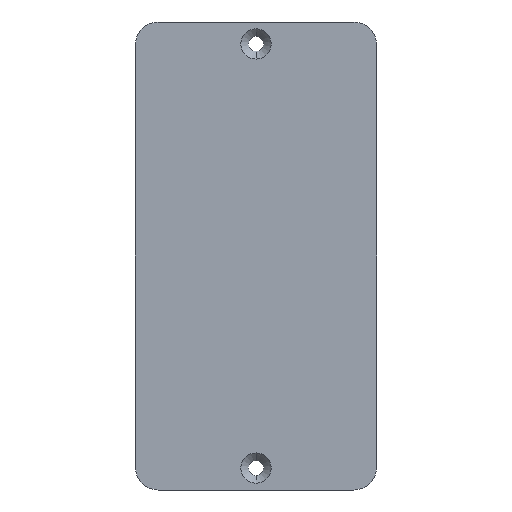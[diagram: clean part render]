
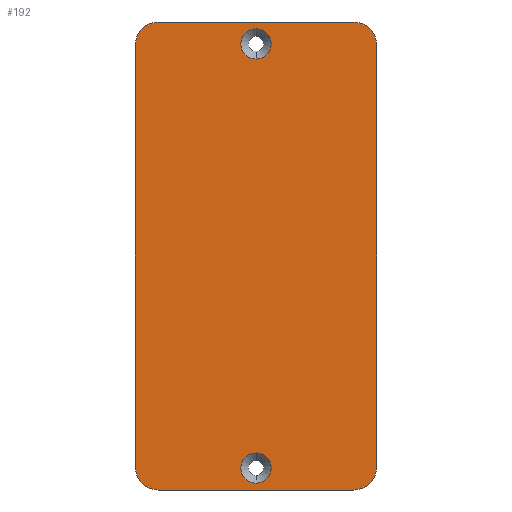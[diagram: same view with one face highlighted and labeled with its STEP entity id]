
A CAD part, front view. The second image highlights one B-rep face of the part: STEP entity #192.
In plain terms, the highlighted planar face has unit normal (0, -1, 0).
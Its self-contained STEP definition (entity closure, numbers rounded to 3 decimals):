
#24 = VERTEX_POINT ( 'NONE', #329 ) ;
#38 = PLANE ( 'NONE',  #583 ) ;
#45 = VECTOR ( 'NONE', #510, 1000. ) ;
#47 = AXIS2_PLACEMENT_3D ( 'NONE', #581, #144, #102 ) ;
#49 = CARTESIAN_POINT ( 'NONE',  ( -25.9, 0., 55.9 ) ) ;
#58 = DIRECTION ( 'NONE',  ( 0., -1., 0. ) ) ;
#65 = EDGE_CURVE ( 'NONE', #146, #672, #695, .T. ) ;
#79 = CIRCLE ( 'NONE', #739, 6. ) ;
#82 = EDGE_CURVE ( 'NONE', #464, #641, #555, .T. ) ;
#85 = LINE ( 'NONE', #803, #285 ) ;
#93 = AXIS2_PLACEMENT_3D ( 'NONE', #327, #180, #632 ) ;
#100 = EDGE_LOOP ( 'NONE', ( #409, #349, #326, #561, #602, #221, #489, #501 ) ) ;
#102 = DIRECTION ( 'NONE',  ( 0., 0., -1. ) ) ;
#107 = VECTOR ( 'NONE', #508, 1000. ) ;
#112 = ORIENTED_EDGE ( 'NONE', *, *, #162, .F. ) ;
#134 = VECTOR ( 'NONE', #842, 1000. ) ;
#143 = CARTESIAN_POINT ( 'NONE',  ( 0., 0., -52.1 ) ) ;
#144 = DIRECTION ( 'NONE',  ( 0., -1., 0. ) ) ;
#146 = VERTEX_POINT ( 'NONE', #802 ) ;
#159 = CARTESIAN_POINT ( 'NONE',  ( 0., 0., 0. ) ) ;
#162 = EDGE_CURVE ( 'NONE', #641, #464, #639, .T. ) ;
#174 = DIRECTION ( 'NONE',  ( 0., 1., 0. ) ) ;
#176 = LINE ( 'NONE', #446, #107 ) ;
#180 = DIRECTION ( 'NONE',  ( 0., -1., 0. ) ) ;
#192 = ADVANCED_FACE ( 'NONE', ( #757, #431, #363 ), #38, .F. ) ;
#194 = CARTESIAN_POINT ( 'NONE',  ( -25.9, 0., 61.9 ) ) ;
#212 = CIRCLE ( 'NONE', #93, 4. ) ;
#217 = VERTEX_POINT ( 'NONE', #623 ) ;
#221 = ORIENTED_EDGE ( 'NONE', *, *, #430, .T. ) ;
#231 = CARTESIAN_POINT ( 'NONE',  ( -31.9, 0., 55.9 ) ) ;
#233 = ORIENTED_EDGE ( 'NONE', *, *, #495, .F. ) ;
#244 = LINE ( 'NONE', #638, #45 ) ;
#262 = DIRECTION ( 'NONE',  ( 0., -1., 0. ) ) ;
#270 = EDGE_CURVE ( 'NONE', #146, #217, #244, .T. ) ;
#280 = CARTESIAN_POINT ( 'NONE',  ( 31.9, 0., -55.9 ) ) ;
#285 = VECTOR ( 'NONE', #350, 1000. ) ;
#287 = EDGE_CURVE ( 'NONE', #428, #585, #328, .T. ) ;
#291 = DIRECTION ( 'NONE',  ( 0., 0., 1. ) ) ;
#292 = ORIENTED_EDGE ( 'NONE', *, *, #82, .F. ) ;
#297 = AXIS2_PLACEMENT_3D ( 'NONE', #742, #427, #684 ) ;
#298 = EDGE_CURVE ( 'NONE', #428, #672, #315, .T. ) ;
#299 = CIRCLE ( 'NONE', #47, 4. ) ;
#304 = DIRECTION ( 'NONE',  ( 0., -1., 0. ) ) ;
#308 = VERTEX_POINT ( 'NONE', #231 ) ;
#315 = LINE ( 'NONE', #574, #134 ) ;
#326 = ORIENTED_EDGE ( 'NONE', *, *, #298, .F. ) ;
#327 = CARTESIAN_POINT ( 'NONE',  ( 0., 0., 56.1 ) ) ;
#328 = CIRCLE ( 'NONE', #521, 6. ) ;
#329 = CARTESIAN_POINT ( 'NONE',  ( -31.9, 0., -55.9 ) ) ;
#339 = CARTESIAN_POINT ( 'NONE',  ( 25.9, 0., -55.9 ) ) ;
#349 = ORIENTED_EDGE ( 'NONE', *, *, #65, .T. ) ;
#350 = DIRECTION ( 'NONE',  ( 0., 0., 1. ) ) ;
#353 = EDGE_CURVE ( 'NONE', #377, #772, #299, .T. ) ;
#363 = FACE_BOUND ( 'NONE', #386, .T. ) ;
#367 = EDGE_CURVE ( 'NONE', #24, #217, #79, .T. ) ;
#368 = DIRECTION ( 'NONE',  ( 0., 0., 1. ) ) ;
#374 = CARTESIAN_POINT ( 'NONE',  ( 31.9, 0., 55.9 ) ) ;
#377 = VERTEX_POINT ( 'NONE', #756 ) ;
#386 = EDGE_LOOP ( 'NONE', ( #751, #233 ) ) ;
#409 = ORIENTED_EDGE ( 'NONE', *, *, #270, .F. ) ;
#427 = DIRECTION ( 'NONE',  ( 0., -1., 0. ) ) ;
#428 = VERTEX_POINT ( 'NONE', #374 ) ;
#430 = EDGE_CURVE ( 'NONE', #831, #308, #713, .T. ) ;
#431 = FACE_OUTER_BOUND ( 'NONE', #100, .T. ) ;
#432 = EDGE_LOOP ( 'NONE', ( #292, #112 ) ) ;
#438 = CARTESIAN_POINT ( 'NONE',  ( 0., 0., 60.1 ) ) ;
#446 = CARTESIAN_POINT ( 'NONE',  ( -31.9, 0., 61.9 ) ) ;
#464 = VERTEX_POINT ( 'NONE', #779 ) ;
#468 = DIRECTION ( 'NONE',  ( 0., -1., 0. ) ) ;
#474 = EDGE_CURVE ( 'NONE', #831, #585, #176, .T. ) ;
#489 = ORIENTED_EDGE ( 'NONE', *, *, #593, .F. ) ;
#495 = EDGE_CURVE ( 'NONE', #772, #377, #212, .T. ) ;
#501 = ORIENTED_EDGE ( 'NONE', *, *, #367, .T. ) ;
#508 = DIRECTION ( 'NONE',  ( 1., 0., 0. ) ) ;
#510 = DIRECTION ( 'NONE',  ( -1., 0., 0. ) ) ;
#519 = AXIS2_PLACEMENT_3D ( 'NONE', #596, #262, #532 ) ;
#521 = AXIS2_PLACEMENT_3D ( 'NONE', #776, #58, #368 ) ;
#532 = DIRECTION ( 'NONE',  ( 0., 0., -1. ) ) ;
#555 = CIRCLE ( 'NONE', #519, 4. ) ;
#561 = ORIENTED_EDGE ( 'NONE', *, *, #287, .T. ) ;
#574 = CARTESIAN_POINT ( 'NONE',  ( 31.9, 0., -61.9 ) ) ;
#581 = CARTESIAN_POINT ( 'NONE',  ( 0., 0., 56.1 ) ) ;
#583 = AXIS2_PLACEMENT_3D ( 'NONE', #159, #174, #767 ) ;
#585 = VERTEX_POINT ( 'NONE', #670 ) ;
#593 = EDGE_CURVE ( 'NONE', #24, #308, #85, .T. ) ;
#596 = CARTESIAN_POINT ( 'NONE',  ( 0., 0., -56.1 ) ) ;
#602 = ORIENTED_EDGE ( 'NONE', *, *, #474, .F. ) ;
#611 = DIRECTION ( 'NONE',  ( 0., 0., 1. ) ) ;
#622 = AXIS2_PLACEMENT_3D ( 'NONE', #49, #304, #291 ) ;
#623 = CARTESIAN_POINT ( 'NONE',  ( -25.9, 0., -61.9 ) ) ;
#632 = DIRECTION ( 'NONE',  ( 0., 0., -1. ) ) ;
#638 = CARTESIAN_POINT ( 'NONE',  ( -31.9, 0., -61.9 ) ) ;
#639 = CIRCLE ( 'NONE', #297, 4. ) ;
#641 = VERTEX_POINT ( 'NONE', #143 ) ;
#664 = AXIS2_PLACEMENT_3D ( 'NONE', #339, #468, #731 ) ;
#670 = CARTESIAN_POINT ( 'NONE',  ( 25.9, 0., 61.9 ) ) ;
#672 = VERTEX_POINT ( 'NONE', #280 ) ;
#684 = DIRECTION ( 'NONE',  ( 0., 0., -1. ) ) ;
#695 = CIRCLE ( 'NONE', #664, 6. ) ;
#713 = CIRCLE ( 'NONE', #622, 6. ) ;
#731 = DIRECTION ( 'NONE',  ( 0., 0., 1. ) ) ;
#739 = AXIS2_PLACEMENT_3D ( 'NONE', #830, #817, #611 ) ;
#742 = CARTESIAN_POINT ( 'NONE',  ( 0., 0., -56.1 ) ) ;
#751 = ORIENTED_EDGE ( 'NONE', *, *, #353, .F. ) ;
#756 = CARTESIAN_POINT ( 'NONE',  ( 0., 0., 52.1 ) ) ;
#757 = FACE_BOUND ( 'NONE', #432, .T. ) ;
#767 = DIRECTION ( 'NONE',  ( 0., 0., 1. ) ) ;
#772 = VERTEX_POINT ( 'NONE', #438 ) ;
#776 = CARTESIAN_POINT ( 'NONE',  ( 25.9, 0., 55.9 ) ) ;
#779 = CARTESIAN_POINT ( 'NONE',  ( 0., 0., -60.1 ) ) ;
#802 = CARTESIAN_POINT ( 'NONE',  ( 25.9, 0., -61.9 ) ) ;
#803 = CARTESIAN_POINT ( 'NONE',  ( -31.9, 0., -61.9 ) ) ;
#817 = DIRECTION ( 'NONE',  ( 0., -1., 0. ) ) ;
#830 = CARTESIAN_POINT ( 'NONE',  ( -25.9, 0., -55.9 ) ) ;
#831 = VERTEX_POINT ( 'NONE', #194 ) ;
#842 = DIRECTION ( 'NONE',  ( 0., 0., -1. ) ) ;
